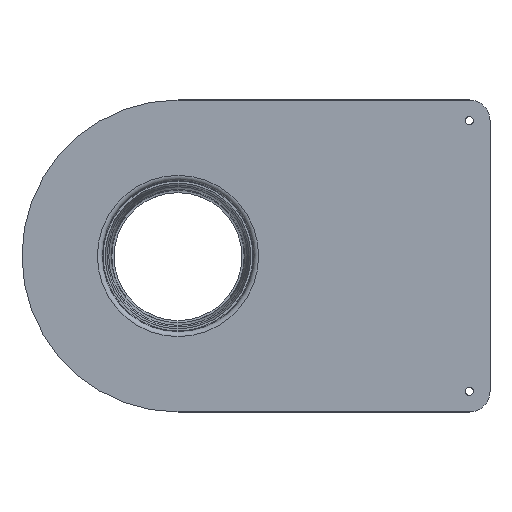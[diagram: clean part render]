
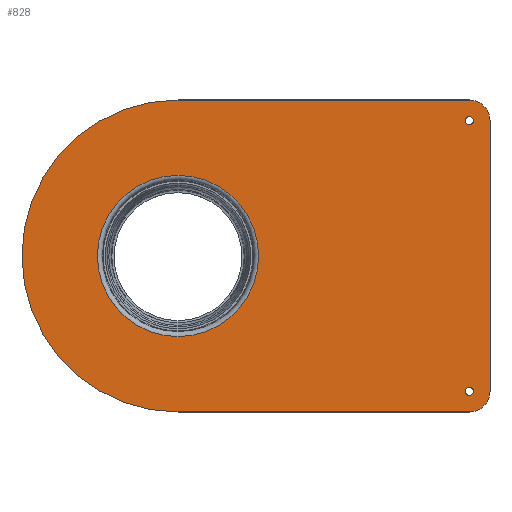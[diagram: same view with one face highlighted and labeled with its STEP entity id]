
A CAD part, top view. The second image highlights one B-rep face of the part: STEP entity #828.
In plain terms, the highlighted planar face has unit normal (0, 0, 1).
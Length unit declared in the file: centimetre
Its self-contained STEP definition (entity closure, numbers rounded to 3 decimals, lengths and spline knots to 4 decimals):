
#30=FACE_BOUND('',#171,.T.);
#31=FACE_BOUND('',#172,.T.);
#32=FACE_BOUND('',#173,.T.);
#42=PLANE('',#1036);
#109=FACE_OUTER_BOUND('',#170,.T.);
#170=EDGE_LOOP('',(#667,#668,#669,#670,#671,#672));
#171=EDGE_LOOP('',(#673));
#172=EDGE_LOOP('',(#674));
#173=EDGE_LOOP('',(#675));
#251=CIRCLE('',#1018,77.5);
#258=CIRCLE('',#1028,20.);
#259=CIRCLE('',#1031,4.);
#260=CIRCLE('',#1033,4.);
#261=CIRCLE('',#1035,20.);
#262=CIRCLE('',#1037,150.);
#336=VERTEX_POINT('',#1573);
#345=VERTEX_POINT('',#1594);
#346=VERTEX_POINT('',#1596);
#347=VERTEX_POINT('',#1600);
#348=VERTEX_POINT('',#1604);
#349=VERTEX_POINT('',#1608);
#350=VERTEX_POINT('',#1612);
#351=VERTEX_POINT('',#1616);
#352=VERTEX_POINT('',#1620);
#441=EDGE_CURVE('',#336,#336,#251,.T.);
#452=EDGE_CURVE('',#345,#346,#882,.T.);
#455=EDGE_CURVE('',#347,#345,#258,.T.);
#457=EDGE_CURVE('',#347,#348,#886,.T.);
#459=EDGE_CURVE('',#349,#349,#259,.T.);
#461=EDGE_CURVE('',#350,#350,#260,.T.);
#463=EDGE_CURVE('',#351,#348,#261,.T.);
#464=EDGE_CURVE('',#351,#352,#890,.T.);
#465=EDGE_CURVE('',#346,#352,#262,.T.);
#667=ORIENTED_EDGE('',*,*,#452,.F.);
#668=ORIENTED_EDGE('',*,*,#455,.F.);
#669=ORIENTED_EDGE('',*,*,#457,.T.);
#670=ORIENTED_EDGE('',*,*,#463,.F.);
#671=ORIENTED_EDGE('',*,*,#464,.T.);
#672=ORIENTED_EDGE('',*,*,#465,.F.);
#673=ORIENTED_EDGE('',*,*,#441,.T.);
#674=ORIENTED_EDGE('',*,*,#461,.T.);
#675=ORIENTED_EDGE('',*,*,#459,.T.);
#828=ADVANCED_FACE('',(#109,#30,#31,#32),#42,.T.);
#882=LINE('',#1597,#923);
#886=LINE('',#1606,#927);
#890=LINE('',#1621,#931);
#923=VECTOR('',#1278,1.);
#927=VECTOR('',#1288,1.);
#931=VECTOR('',#1306,1.);
#1018=AXIS2_PLACEMENT_3D('',#1574,#1256,#1257);
#1028=AXIS2_PLACEMENT_3D('',#1602,#1283,#1284);
#1031=AXIS2_PLACEMENT_3D('',#1610,#1292,#1293);
#1033=AXIS2_PLACEMENT_3D('',#1614,#1297,#1298);
#1035=AXIS2_PLACEMENT_3D('',#1618,#1302,#1303);
#1036=AXIS2_PLACEMENT_3D('',#1619,#1304,#1305);
#1037=AXIS2_PLACEMENT_3D('',#1622,#1307,#1308);
#1256=DIRECTION('center_axis',(0.,0.,-1.));
#1257=DIRECTION('ref_axis',(1.,0.,0.));
#1278=DIRECTION('',(-1.,0.,0.));
#1283=DIRECTION('center_axis',(0.,0.,-1.));
#1284=DIRECTION('ref_axis',(0.707,-0.707,0.));
#1288=DIRECTION('',(0.,1.,0.));
#1292=DIRECTION('center_axis',(0.,0.,-1.));
#1293=DIRECTION('ref_axis',(1.,0.,0.));
#1297=DIRECTION('center_axis',(0.,0.,-1.));
#1298=DIRECTION('ref_axis',(1.,0.,0.));
#1302=DIRECTION('center_axis',(0.,0.,-1.));
#1303=DIRECTION('ref_axis',(0.707,0.707,0.));
#1304=DIRECTION('center_axis',(0.,0.,1.));
#1305=DIRECTION('ref_axis',(0.,-1.,0.));
#1306=DIRECTION('',(-1.,0.,0.));
#1307=DIRECTION('center_axis',(0.,0.,-1.));
#1308=DIRECTION('ref_axis',(1.,0.,0.));
#1573=CARTESIAN_POINT('',(0.,-77.5,268.));
#1574=CARTESIAN_POINT('Origin',(0.,0.,
268.));
#1594=CARTESIAN_POINT('',(280.,-150.,268.));
#1596=CARTESIAN_POINT('',(0.,-150.,268.));
#1597=CARTESIAN_POINT('',(162.6505,-150.,268.));
#1600=CARTESIAN_POINT('',(300.,-130.,268.));
#1602=CARTESIAN_POINT('Origin',(280.,-130.,268.));
#1604=CARTESIAN_POINT('',(300.,130.,268.));
#1606=CARTESIAN_POINT('',(300.,0.,268.));
#1608=CARTESIAN_POINT('',(276.,130.,268.));
#1610=CARTESIAN_POINT('Origin',(280.,130.,268.));
#1612=CARTESIAN_POINT('',(276.,-130.,268.));
#1614=CARTESIAN_POINT('Origin',(280.,-130.,268.));
#1616=CARTESIAN_POINT('',(280.,150.,268.));
#1618=CARTESIAN_POINT('Origin',(280.,130.,268.));
#1619=CARTESIAN_POINT('Origin',(150.,0.,268.));
#1620=CARTESIAN_POINT('',(0.,150.,268.));
#1621=CARTESIAN_POINT('',(251.,150.,268.));
#1622=CARTESIAN_POINT('Origin',(0.,0.,
268.));
